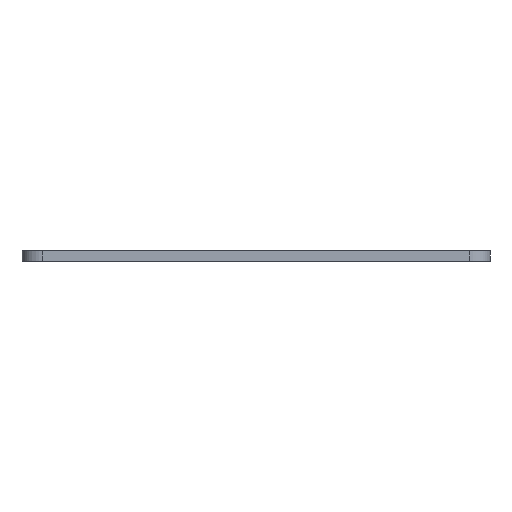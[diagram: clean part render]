
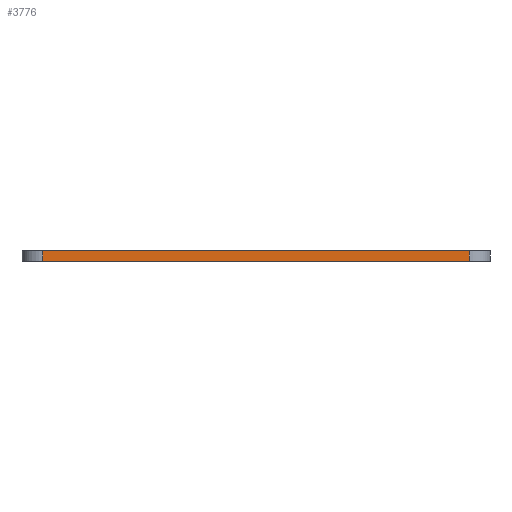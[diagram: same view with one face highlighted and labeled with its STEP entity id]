
A CAD part, left-side view. The second image highlights one B-rep face of the part: STEP entity #3776.
In plain terms, the highlighted planar face has unit normal (-1, 0, 0).
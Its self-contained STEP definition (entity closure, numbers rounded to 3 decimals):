
#218=FACE_OUTER_BOUND('',#412,.T.);
#412=EDGE_LOOP('',(#3311,#3312,#3313,#3314));
#570=LINE('',#5478,#1012);
#589=LINE('',#5580,#1031);
#718=LINE('',#5950,#1160);
#854=LINE('',#6222,#1296);
#1012=VECTOR('',#4318,1000.);
#1031=VECTOR('',#4401,1000.);
#1160=VECTOR('',#4646,1000.);
#1296=VECTOR('',#5054,1000.);
#1461=VERTEX_POINT('',#5203);
#1598=VERTEX_POINT('',#5476);
#1647=VERTEX_POINT('',#5576);
#1649=VERTEX_POINT('',#5579);
#1970=EDGE_CURVE('',#1598,#1461,#570,.T.);
#2020=EDGE_CURVE('',#1649,#1647,#589,.T.);
#2206=EDGE_CURVE('',#1461,#1647,#718,.T.);
#2342=EDGE_CURVE('',#1598,#1649,#854,.T.);
#3311=ORIENTED_EDGE('',*,*,#2020,.T.);
#3312=ORIENTED_EDGE('',*,*,#2206,.F.);
#3313=ORIENTED_EDGE('',*,*,#1970,.F.);
#3314=ORIENTED_EDGE('',*,*,#2342,.T.);
#3618=PLANE('',#4100);
#3776=ADVANCED_FACE('',(#218),#3618,.F.);
#4100=AXIS2_PLACEMENT_3D('',#6223,#5055,#5056);
#4318=DIRECTION('',(0.,-1.,0.));
#4401=DIRECTION('',(0.,-1.,0.));
#4646=DIRECTION('',(0.,0.,-1.));
#5054=DIRECTION('',(0.,0.,-1.));
#5055=DIRECTION('center_axis',(1.,0.,0.));
#5056=DIRECTION('ref_axis',(0.,0.,-1.));
#5203=CARTESIAN_POINT('',(1069.243,699.03,1.));
#5476=CARTESIAN_POINT('',(1069.243,740.03,1.));
#5478=CARTESIAN_POINT('',(1069.243,699.03,1.));
#5576=CARTESIAN_POINT('',(1069.243,699.03,0.));
#5579=CARTESIAN_POINT('',(1069.243,740.03,0.));
#5580=CARTESIAN_POINT('',(1069.243,699.03,0.));
#5950=CARTESIAN_POINT('',(1069.243,699.03,1000.));
#6222=CARTESIAN_POINT('',(1069.243,740.03,1000.));
#6223=CARTESIAN_POINT('Origin',(1069.243,699.03,1000.));
